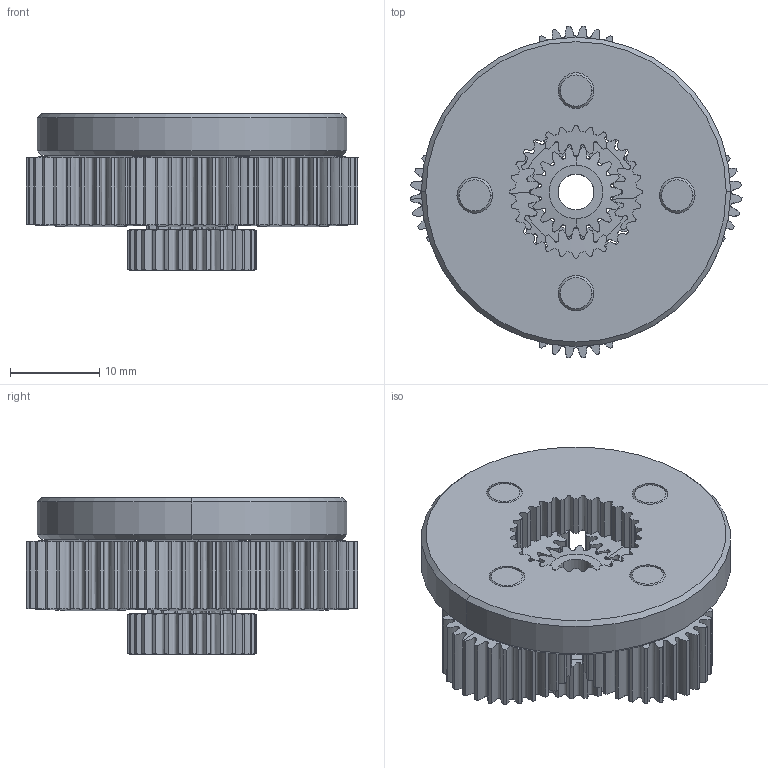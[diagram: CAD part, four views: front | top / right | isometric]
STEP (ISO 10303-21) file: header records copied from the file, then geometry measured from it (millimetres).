
FILE_DESCRIPTION (( 'STEP AP214' ), '1' );
FILE_NAME ('217-2819 Release.STEP', '2014-01-24T19:40:30', ( '' ), ( '' ), 'SwSTEP 2.0', 'SolidWorks 2013', '' );
FILE_SCHEMA (( 'AUTOMOTIVE_DESIGN' ));
Length unit declared in the file: millimetre
Products named in the file (5): 217-2625-010 Rev1; 217-2726-002 Rev1; 217-2726-001 Rev1_18t Sun; 217-2726-003 Rev1_27t Planet; 217-2819 Release
Assembly tree (10 placements, depth 2):
  217-2819 Release
    217-2726-003 Rev1_27t Planet  x4
    217-2726-001 Rev1_18t Sun
    217-2726-002 Rev1
    217-2625-010 Rev1  x4
Bounding box: 37.25 x 37.21 x 17.61 mm (x, y, z)
Volume: 9045.9 mm3; surface area: 8713.1 mm2
Topology: 11 solids, 11 shells, 528 faces, 1498 edges, 992 vertices
Faces by surface type: cylinder 246, bspline 200, cone 42, plane 40
Entity records: 30527 total; most frequent: CARTESIAN_POINT 22494, ORIENTED_EDGE 1832, DIRECTION 1384, EDGE_CURVE 916, VERTEX_POINT 608, AXIS2_PLACEMENT_3D 538, EDGE_LOOP 334, CIRCLE 326
